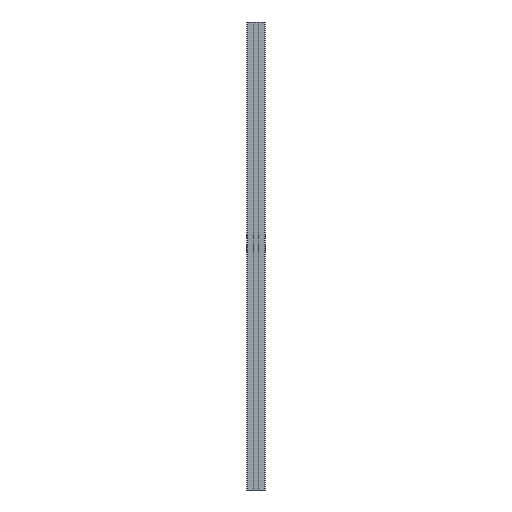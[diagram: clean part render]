
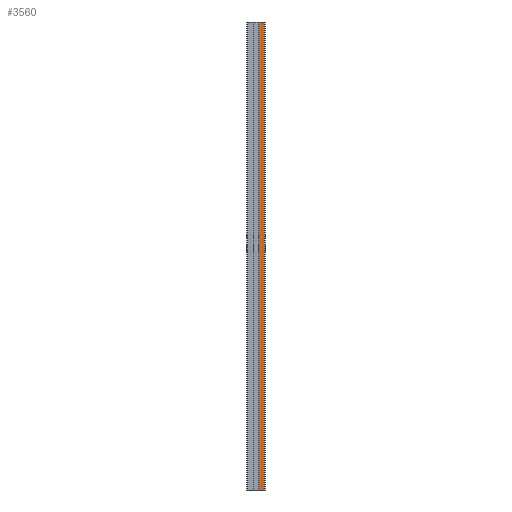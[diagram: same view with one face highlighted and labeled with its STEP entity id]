
A CAD part, front view. The second image highlights one B-rep face of the part: STEP entity #3560.
In plain terms, the highlighted planar face has unit normal (0, -1, 0).
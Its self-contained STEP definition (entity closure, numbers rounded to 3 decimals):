
#144 = EDGE_CURVE ( 'NONE', #1747, #2070, #1447, .T. ) ;
#145 = EDGE_CURVE ( 'NONE', #1748, #2069, #1449, .T. ) ;
#515 = AXIS2_PLACEMENT_3D ( 'NONE', #7218, #7226, #7227 ) ;
#838 = ORIENTED_EDGE ( 'NONE', *, *, #145, .T. ) ;
#839 = ORIENTED_EDGE ( 'NONE', *, *, #2682, .F. ) ;
#840 = ORIENTED_EDGE ( 'NONE', *, *, #144, .F. ) ;
#841 = ORIENTED_EDGE ( 'NONE', *, *, #5894, .T. ) ;
#1447 = LINE ( 'NONE', #5388, #1452 ) ;
#1449 = LINE ( 'NONE', #5390, #1454 ) ;
#1452 = VECTOR ( 'NONE', #5393, 1000. ) ;
#1454 = VECTOR ( 'NONE', #5395, 1000. ) ;
#1747 = VERTEX_POINT ( 'NONE', #5714 ) ;
#1748 = VERTEX_POINT ( 'NONE', #5715 ) ;
#2069 = VERTEX_POINT ( 'NONE', #4531 ) ;
#2070 = VERTEX_POINT ( 'NONE', #4532 ) ;
#2176 = EDGE_LOOP ( 'NONE', ( #841, #840, #839, #838 ) ) ;
#2682 = EDGE_CURVE ( 'NONE', #1748, #1747, #3434, .T. ) ;
#2912 = CARTESIAN_POINT ( 'NONE',  ( 44.587, 32.048, 1000. ) ) ;
#2913 = DIRECTION ( 'NONE',  ( 1., 0., 0. ) ) ;
#3434 = LINE ( 'NONE', #2912, #3437 ) ;
#3437 = VECTOR ( 'NONE', #2913, 1000. ) ;
#3560 = ADVANCED_FACE ( 'NONE', ( #4682 ), #7223, .F. ) ;
#4531 = CARTESIAN_POINT ( 'NONE',  ( 32.687, 32.048, 0. ) ) ;
#4532 = CARTESIAN_POINT ( 'NONE',  ( 44.587, 32.048, 0. ) ) ;
#4682 = FACE_OUTER_BOUND ( 'NONE', #2176, .T. ) ;
#4881 = LINE ( 'NONE', #6760, #4884 ) ;
#4884 = VECTOR ( 'NONE', #6761, 1000. ) ;
#5388 = CARTESIAN_POINT ( 'NONE',  ( 44.587, 32.048, 1000. ) ) ;
#5390 = CARTESIAN_POINT ( 'NONE',  ( 32.687, 32.048, 1000. ) ) ;
#5393 = DIRECTION ( 'NONE',  ( 0., 0., -1. ) ) ;
#5395 = DIRECTION ( 'NONE',  ( 0., 0., -1. ) ) ;
#5714 = CARTESIAN_POINT ( 'NONE',  ( 44.587, 32.048, 1000. ) ) ;
#5715 = CARTESIAN_POINT ( 'NONE',  ( 32.687, 32.048, 1000. ) ) ;
#5894 = EDGE_CURVE ( 'NONE', #2069, #2070, #4881, .T. ) ;
#6760 = CARTESIAN_POINT ( 'NONE',  ( 44.587, 32.048, 0. ) ) ;
#6761 = DIRECTION ( 'NONE',  ( 1., 0., 0. ) ) ;
#7218 = CARTESIAN_POINT ( 'NONE',  ( 44.587, 32.048, 1000. ) ) ;
#7223 = PLANE ( 'NONE',  #515 ) ;
#7226 = DIRECTION ( 'NONE',  ( 0., 1., 0. ) ) ;
#7227 = DIRECTION ( 'NONE',  ( 0., 0., 1. ) ) ;
